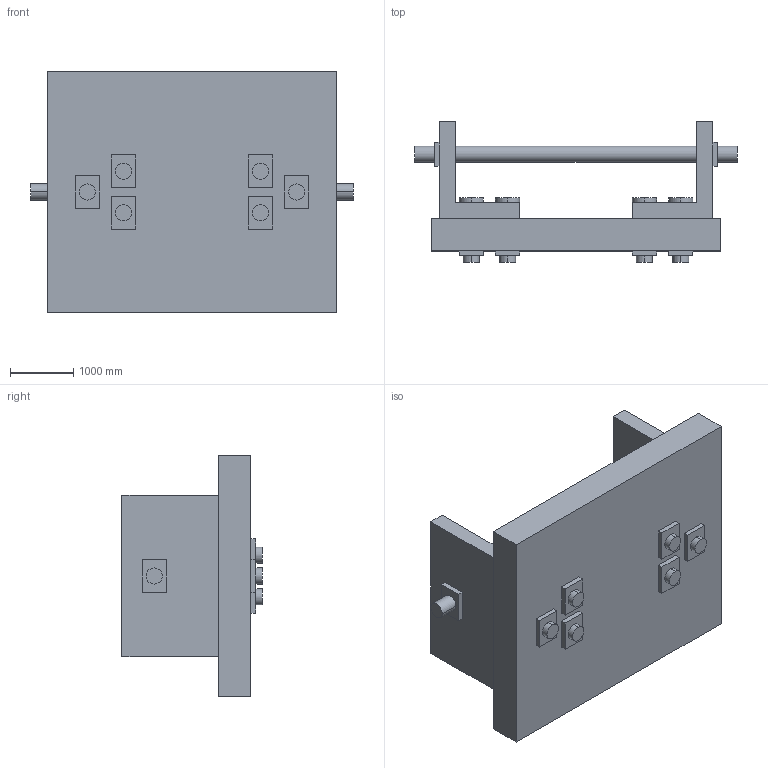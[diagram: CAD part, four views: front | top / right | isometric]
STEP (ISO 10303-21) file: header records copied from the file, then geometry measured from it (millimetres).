
FILE_DESCRIPTION((''),'2;1');
FILE_NAME('AS1_PE_ASM','2008-09-04T',('mmeadows'),(''),'PRO/ENGINEER BY PARAMETRIC TECHNOLOGY CORPORATION, 2008340','PRO/ENGINEER BY PARAMETRIC TECHNOLOGY CORPORATION, 2008340','');
FILE_SCHEMA(('AP203_CONFIGURATION_CONTROLLED_3D_DESIGN_OF_MECHANICAL_PARTS_AND_ASSEMBLIES_MIM_LF'));
Length unit declared in the file: inch
Products named in the file (9): PLATE; L-BRACKET; BOLT; NUT; NUT_BOLT_ASSEMBLY_ASM; L_BRACKET_ASSEMBLY_ASM; ROD; ROD_ASM; AS1_PE_ASM
Assembly tree (13 placements, depth 4):
  AS1_PE_ASM
    PLATE
    L_BRACKET_ASSEMBLY_ASM  x2
      L-BRACKET
      NUT_BOLT_ASSEMBLY_ASM
        BOLT
        NUT
    ROD_ASM
      ROD
      NUT  x2
Bounding box: 5080 x 2209.8 x 3810 mm (x, y, z)
Volume: 12551372544.6 mm3; surface area: 91383572.9 mm2
Topology: 18 solids, 18 shells, 160 faces, 386 edges, 300 vertices
Faces by surface type: plane 90, cylinder 70
Entity records: 2778 total; most frequent: DIRECTION 391, CARTESIAN_POINT 344, ORIENTED_EDGE 252, AXIS2_PLACEMENT_3D 153, PRESENTATION_STYLE_ASSIGNMENT 149, STYLED_ITEM 149, CURVE_STYLE 144, EDGE_CURVE 126
